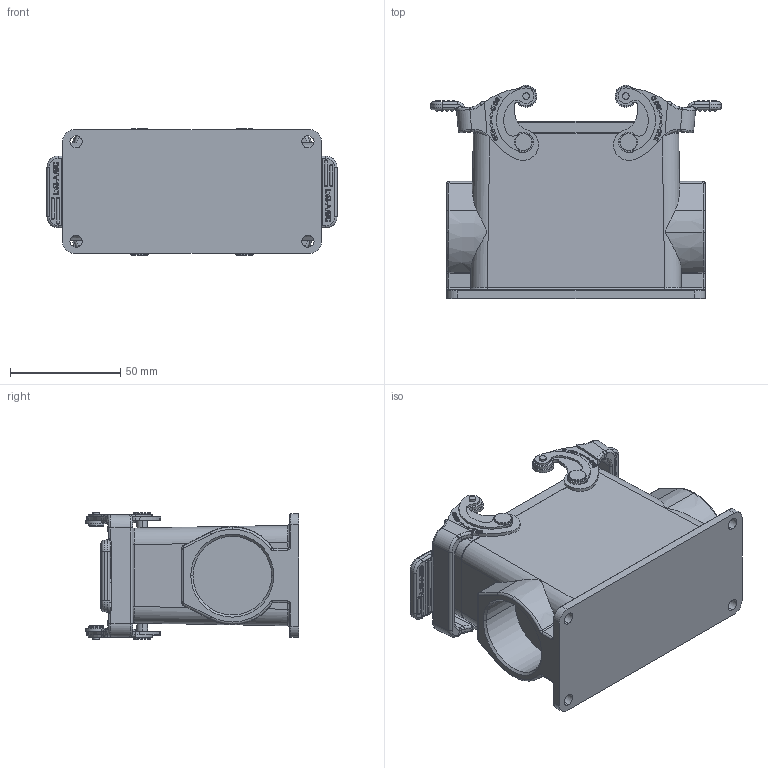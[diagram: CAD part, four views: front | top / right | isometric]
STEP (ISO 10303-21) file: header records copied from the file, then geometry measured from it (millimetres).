
FILE_DESCRIPTION((''),'2;1');
FILE_NAME('H16B-SFH-2L_SC','2017-09-30T',('dm.li'),(''),'PRO/ENGINEER BY PARAMETRIC TECHNOLOGY CORPORATION, 2012480','PRO/ENGINEER BY PARAMETRIC TECHNOLOGY CORPORATION, 2012480','');
FILE_SCHEMA(('AUTOMOTIVE_DESIGN { 1 0 10303 214 1 1 1 1 }'));
Products named in the file (1): H16B-SFH-2L_SC
Bounding box: 131.4 x 96.5 x 57.5 mm (x, y, z)
Volume: 164628.7 mm3; surface area: 69224.1 mm2
Topology: 1 solids, 5 shells, 1428 faces, 3847 edges, 2549 vertices
Faces by surface type: plane 642, cylinder 366, extrusion 160, bspline 100, torus 82, cone 46, sphere 32
Entity records: 65279 total; most frequent: CARTESIAN_POINT 21573, ORIENTED_EDGE 7626, DIRECTION 6742, EDGE_CURVE 3821, VERTEX_POINT 2549, AXIS2_PLACEMENT_3D 2302, VECTOR 2138, LINE 1978
